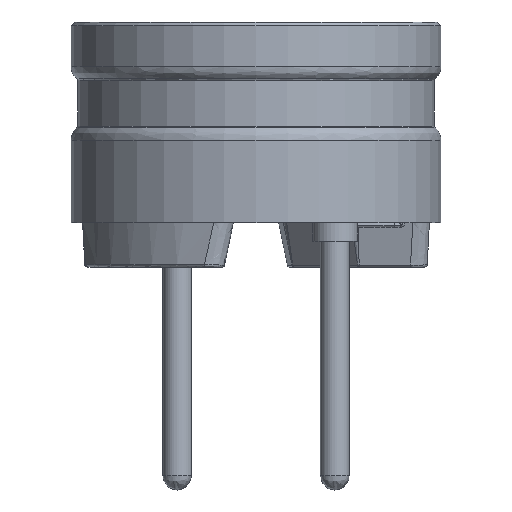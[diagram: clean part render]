
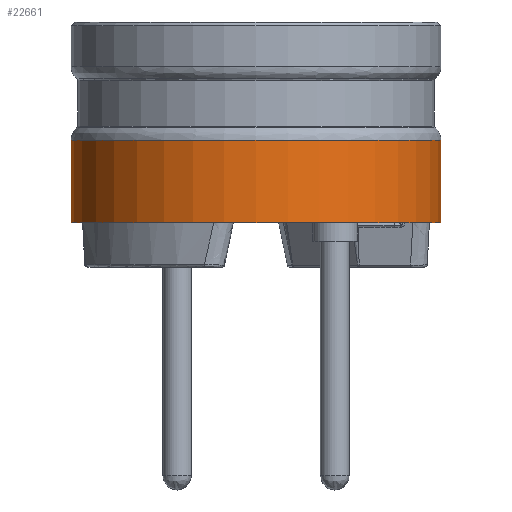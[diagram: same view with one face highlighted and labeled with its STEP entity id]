
A CAD part, front view. The second image highlights one B-rep face of the part: STEP entity #22661.
In plain terms, the highlighted cylindrical face has radius 4.15 mm (diameter 8.3 mm), a partial arc.
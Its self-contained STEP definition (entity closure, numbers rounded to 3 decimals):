
#392 = CARTESIAN_POINT ( 'NONE',  ( -4.15, 0., 2.25 ) ) ;
#484 = CYLINDRICAL_SURFACE ( 'NONE', #25100, 4.15 ) ;
#1060 = CIRCLE ( 'NONE', #22576, 4.15 ) ;
#1338 = EDGE_CURVE ( 'NONE', #2604, #2187, #11568, .T. ) ;
#2187 = VERTEX_POINT ( 'NONE', #5450 ) ;
#2604 = VERTEX_POINT ( 'NONE', #3665 ) ;
#2656 = DIRECTION ( 'NONE',  ( 0., 0., 1. ) ) ;
#3665 = CARTESIAN_POINT ( 'NONE',  ( 4.15, 0., -2.25 ) ) ;
#4689 = CARTESIAN_POINT ( 'NONE',  ( 0., 0., 2.25 ) ) ;
#4777 = ORIENTED_EDGE ( 'NONE', *, *, #1338, .T. ) ;
#4868 = DIRECTION ( 'NONE',  ( 0., 0., 1. ) ) ;
#5450 = CARTESIAN_POINT ( 'NONE',  ( 4.15, 0., -0.4 ) ) ;
#6665 = DIRECTION ( 'NONE',  ( 1., 0., 0. ) ) ;
#7196 = ORIENTED_EDGE ( 'NONE', *, *, #7957, .T. ) ;
#7555 = DIRECTION ( 'NONE',  ( 1., 0., 0. ) ) ;
#7806 = CARTESIAN_POINT ( 'NONE',  ( -4.15, 0., -0.4 ) ) ;
#7957 = EDGE_CURVE ( 'NONE', #13595, #2604, #1060, .T. ) ;
#8976 = VECTOR ( 'NONE', #9418, 1000. ) ;
#9418 = DIRECTION ( 'NONE',  ( 0., 0., 1. ) ) ;
#9493 = VERTEX_POINT ( 'NONE', #7806 ) ;
#11568 = LINE ( 'NONE', #20074, #8976 ) ;
#11805 = AXIS2_PLACEMENT_3D ( 'NONE', #20671, #16758, #6665 ) ;
#13174 = EDGE_CURVE ( 'NONE', #13595, #9493, #15073, .T. ) ;
#13595 = VERTEX_POINT ( 'NONE', #16243 ) ;
#13763 = DIRECTION ( 'NONE',  ( 0., 0., 1. ) ) ;
#15073 = LINE ( 'NONE', #392, #16459 ) ;
#16243 = CARTESIAN_POINT ( 'NONE',  ( -4.15, 0., -2.25 ) ) ;
#16459 = VECTOR ( 'NONE', #4868, 1000. ) ;
#16521 = CIRCLE ( 'NONE', #11805, 4.15 ) ;
#16758 = DIRECTION ( 'NONE',  ( 0., 0., -1. ) ) ;
#16813 = ORIENTED_EDGE ( 'NONE', *, *, #13174, .F. ) ;
#18193 = CARTESIAN_POINT ( 'NONE',  ( 0., 0., -2.25 ) ) ;
#19081 = DIRECTION ( 'NONE',  ( 1., 0., 0. ) ) ;
#19605 = EDGE_LOOP ( 'NONE', ( #16813, #7196, #4777, #26221 ) ) ;
#20074 = CARTESIAN_POINT ( 'NONE',  ( 4.15, 0., 2.25 ) ) ;
#20671 = CARTESIAN_POINT ( 'NONE',  ( 0., 0., -0.4 ) ) ;
#22576 = AXIS2_PLACEMENT_3D ( 'NONE', #18193, #13763, #7555 ) ;
#22661 = ADVANCED_FACE ( 'NONE', ( #25127 ), #484, .T. ) ;
#23022 = EDGE_CURVE ( 'NONE', #2187, #9493, #16521, .T. ) ;
#25100 = AXIS2_PLACEMENT_3D ( 'NONE', #4689, #2656, #19081 ) ;
#25127 = FACE_OUTER_BOUND ( 'NONE', #19605, .T. ) ;
#26221 = ORIENTED_EDGE ( 'NONE', *, *, #23022, .T. ) ;
